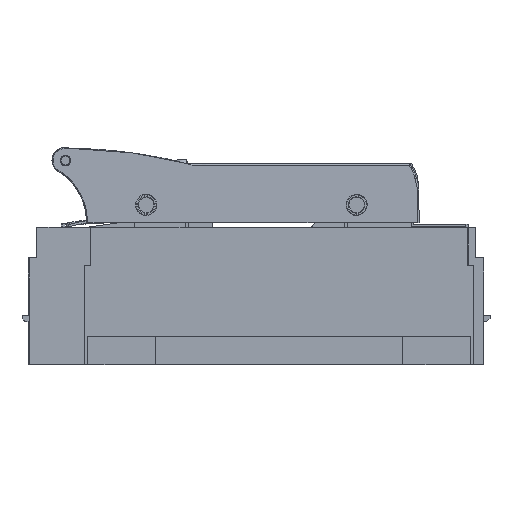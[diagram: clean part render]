
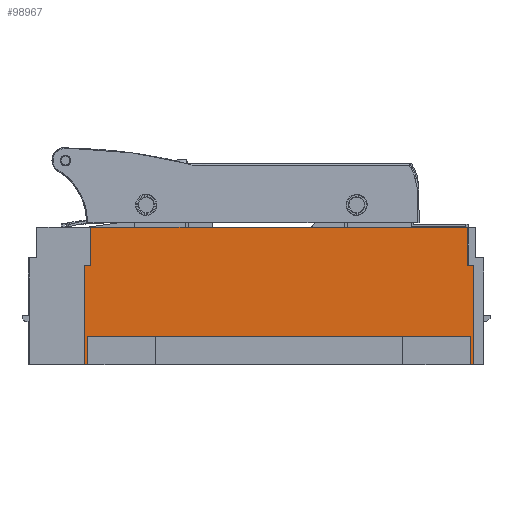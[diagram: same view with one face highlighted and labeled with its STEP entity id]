
A CAD part, front view. The second image highlights one B-rep face of the part: STEP entity #98967.
In plain terms, the highlighted face is planar.
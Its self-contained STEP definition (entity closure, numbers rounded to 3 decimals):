
#98892=AXIS2_PLACEMENT_3D('Plane Axis2P3D',#98889,#98890,#98891) ;
#96216=CARTESIAN_POINT('Vertex',(127.5,124.75,0.)) ;
#96219=CARTESIAN_POINT('Line Origine',(127.5,124.75,32.5)) ;
#96223=CARTESIAN_POINT('Vertex',(127.5,124.75,65.)) ;
#98458=CARTESIAN_POINT('Vertex',(125.5,124.75,0.)) ;
#98461=CARTESIAN_POINT('Line Origine',(126.5,124.75,0.)) ;
#98608=CARTESIAN_POINT('Vertex',(-127.5,124.75,0.)) ;
#98611=CARTESIAN_POINT('Line Origine',(-126.5,124.75,0.)) ;
#98615=CARTESIAN_POINT('Vertex',(-125.5,124.75,0.)) ;
#98889=CARTESIAN_POINT('Axis2P3D Location',(0.,124.75,0.)) ;
#98894=CARTESIAN_POINT('Line Origine',(0.,124.75,90.)) ;
#98898=CARTESIAN_POINT('Vertex',(-123.5,124.75,90.)) ;
#98900=CARTESIAN_POINT('Vertex',(123.5,124.75,90.)) ;
#98903=CARTESIAN_POINT('Line Origine',(123.5,124.75,77.5)) ;
#98907=CARTESIAN_POINT('Vertex',(123.5,124.75,65.)) ;
#98910=CARTESIAN_POINT('Line Origine',(125.5,124.75,65.)) ;
#98915=CARTESIAN_POINT('Line Origine',(125.5,124.75,9.25)) ;
#98919=CARTESIAN_POINT('Vertex',(125.5,124.75,18.5)) ;
#98922=CARTESIAN_POINT('Line Origine',(0.,124.75,18.5)) ;
#98926=CARTESIAN_POINT('Vertex',(-125.5,124.75,18.5)) ;
#98929=CARTESIAN_POINT('Line Origine',(-125.5,124.75,9.25)) ;
#98934=CARTESIAN_POINT('Line Origine',(-127.5,124.75,32.5)) ;
#98938=CARTESIAN_POINT('Vertex',(-127.5,124.75,65.)) ;
#98941=CARTESIAN_POINT('Line Origine',(-125.5,124.75,65.)) ;
#98945=CARTESIAN_POINT('Vertex',(-123.5,124.75,65.)) ;
#98948=CARTESIAN_POINT('Line Origine',(-123.5,124.75,77.5)) ;
#96220=DIRECTION('Vector Direction',(0.,0.,1.)) ;
#98462=DIRECTION('Vector Direction',(1.,0.,0.)) ;
#98612=DIRECTION('Vector Direction',(1.,0.,0.)) ;
#98890=DIRECTION('Axis2P3D Direction',(0.,1.,0.)) ;
#98891=DIRECTION('Axis2P3D XDirection',(0.,0.,1.)) ;
#98895=DIRECTION('Vector Direction',(1.,0.,0.)) ;
#98904=DIRECTION('Vector Direction',(0.,0.,1.)) ;
#98911=DIRECTION('Vector Direction',(1.,0.,0.)) ;
#98916=DIRECTION('Vector Direction',(0.,0.,1.)) ;
#98923=DIRECTION('Vector Direction',(1.,0.,0.)) ;
#98930=DIRECTION('Vector Direction',(0.,0.,1.)) ;
#98935=DIRECTION('Vector Direction',(0.,0.,1.)) ;
#98942=DIRECTION('Vector Direction',(-1.,0.,0.)) ;
#98949=DIRECTION('Vector Direction',(0.,0.,1.)) ;
#96221=VECTOR('Line Direction',#96220,1.) ;
#98463=VECTOR('Line Direction',#98462,1.) ;
#98613=VECTOR('Line Direction',#98612,1.) ;
#98896=VECTOR('Line Direction',#98895,1.) ;
#98905=VECTOR('Line Direction',#98904,1.) ;
#98912=VECTOR('Line Direction',#98911,1.) ;
#98917=VECTOR('Line Direction',#98916,1.) ;
#98924=VECTOR('Line Direction',#98923,1.) ;
#98931=VECTOR('Line Direction',#98930,1.) ;
#98936=VECTOR('Line Direction',#98935,1.) ;
#98943=VECTOR('Line Direction',#98942,1.) ;
#98950=VECTOR('Line Direction',#98949,1.) ;
#98954=ORIENTED_EDGE('',*,*,#98902,.T.) ;
#98955=ORIENTED_EDGE('',*,*,#98909,.F.) ;
#98956=ORIENTED_EDGE('',*,*,#98914,.T.) ;
#98957=ORIENTED_EDGE('',*,*,#96225,.F.) ;
#98958=ORIENTED_EDGE('',*,*,#98465,.F.) ;
#98959=ORIENTED_EDGE('',*,*,#98921,.T.) ;
#98960=ORIENTED_EDGE('',*,*,#98928,.T.) ;
#98961=ORIENTED_EDGE('',*,*,#98933,.F.) ;
#98962=ORIENTED_EDGE('',*,*,#98617,.F.) ;
#98963=ORIENTED_EDGE('',*,*,#98940,.T.) ;
#98964=ORIENTED_EDGE('',*,*,#98947,.F.) ;
#98965=ORIENTED_EDGE('',*,*,#98952,.T.) ;
#98967=ADVANCED_FACE('Hauptkoerper nicht benutzen',(#98966),#98893,.T.) ;
#96225=EDGE_CURVE('',#96217,#96224,#96222,.T.) ;
#98465=EDGE_CURVE('',#98459,#96217,#98464,.T.) ;
#98617=EDGE_CURVE('',#98609,#98616,#98614,.T.) ;
#98902=EDGE_CURVE('',#98899,#98901,#98897,.T.) ;
#98909=EDGE_CURVE('',#98908,#98901,#98906,.T.) ;
#98914=EDGE_CURVE('',#98908,#96224,#98913,.T.) ;
#98921=EDGE_CURVE('',#98459,#98920,#98918,.T.) ;
#98928=EDGE_CURVE('',#98920,#98927,#98925,.F.) ;
#98933=EDGE_CURVE('',#98616,#98927,#98932,.T.) ;
#98940=EDGE_CURVE('',#98609,#98939,#98937,.T.) ;
#98947=EDGE_CURVE('',#98946,#98939,#98944,.T.) ;
#98952=EDGE_CURVE('',#98946,#98899,#98951,.T.) ;
#98953=EDGE_LOOP('',(#98954,#98955,#98956,#98957,#98958,#98959,#98960,#98961,#98962,#98963,#98964,#98965)) ;
#98966=FACE_OUTER_BOUND('',#98953,.T.) ;
#96222=LINE('Line',#96219,#96221) ;
#98464=LINE('Line',#98461,#98463) ;
#98614=LINE('Line',#98611,#98613) ;
#98897=LINE('Line',#98894,#98896) ;
#98906=LINE('Line',#98903,#98905) ;
#98913=LINE('Line',#98910,#98912) ;
#98918=LINE('Line',#98915,#98917) ;
#98925=LINE('Line',#98922,#98924) ;
#98932=LINE('Line',#98929,#98931) ;
#98937=LINE('Line',#98934,#98936) ;
#98944=LINE('Line',#98941,#98943) ;
#98951=LINE('Line',#98948,#98950) ;
#98893=PLANE('Plane',#98892) ;
#96217=VERTEX_POINT('',#96216) ;
#96224=VERTEX_POINT('',#96223) ;
#98459=VERTEX_POINT('',#98458) ;
#98609=VERTEX_POINT('',#98608) ;
#98616=VERTEX_POINT('',#98615) ;
#98899=VERTEX_POINT('',#98898) ;
#98901=VERTEX_POINT('',#98900) ;
#98908=VERTEX_POINT('',#98907) ;
#98920=VERTEX_POINT('',#98919) ;
#98927=VERTEX_POINT('',#98926) ;
#98939=VERTEX_POINT('',#98938) ;
#98946=VERTEX_POINT('',#98945) ;
